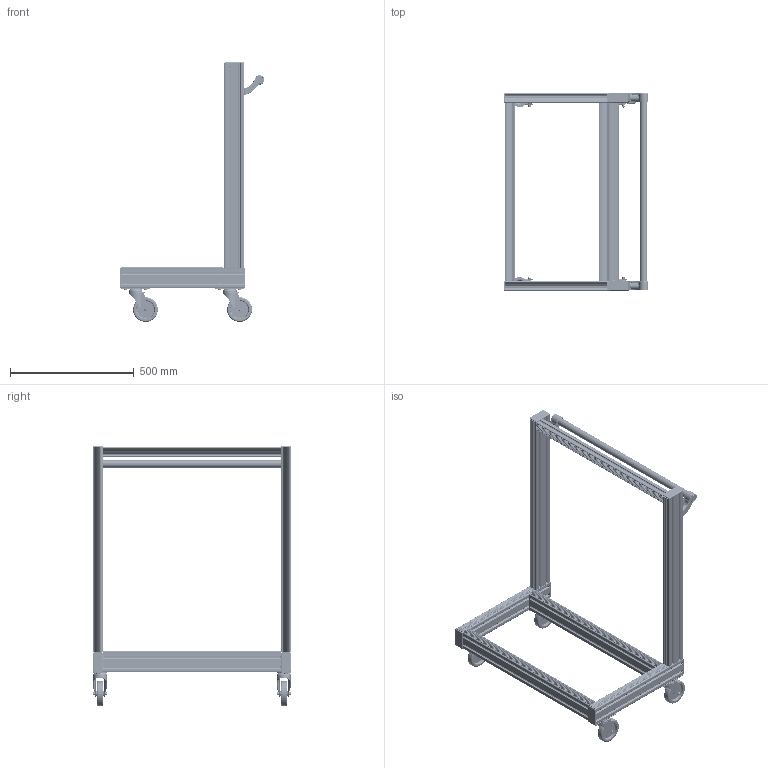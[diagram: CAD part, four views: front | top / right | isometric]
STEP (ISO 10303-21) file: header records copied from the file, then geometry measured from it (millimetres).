
FILE_DESCRIPTION(('STEP AP214'),'1');
FILE_NAME('ERGO08E6526.stp','2025-05-22T08:27:34',(' '),(' '),'Spatial InterOp 3D',' ',' ');
FILE_SCHEMA(('AUTOMOTIVE_DESIGN { 1 0 10303 214 1 1 1 1 }'));
Length unit declared in the file: millimetre
Products named in the file (40): Roulette pivotante D100, 120x40; roue pour roulette; corps; Kit roulette 120x40 D100 - P840; Kit de fixation; Rondelle M 8; Vis BHC - M8x16; Écrou 8 St M8; platine; Chariot; Fixation standard 8 40 Zn ESD; Vis BHC - M8x20; agrafe 8-40; Rondelle Z 6; Vis CHC - M6x18; Écrou 8 St M6; Profilé cache 8 32x4; Embout 8 80x40 noir; Tube D30; poignée Al D30-kit d'extrémité; bouchon; Profilé 8 80x40 léger; Profilé 8 40x40 léger; ERGO08E6526
Assembly tree (76 placements, depth 6):
  poignée Al D30-kit d'extrémité
    bouchon  x2
    corps  x2
  ERGO08E6526
    Chariot
      Kit roulette 120x40 D100 - P840
        Roulette pivotante D100, 120x40
          roue pour roulette
          corps
        Kit roulette 120x40 D100 - P840
          Kit de fixation  x2
            Rondelle M 8
            Vis BHC - M8x16
            Écrou 8 St M8
          platine
      Kit roulette 120x40 D100 - P840
        Roulette pivotante D100, 120x40
          roue pour roulette
          corps
        Kit roulette 120x40 D100 - P840
          Kit de fixation  x2
            Rondelle M 8
            Vis BHC - M8x16
            Écrou 8 St M8
          platine
      Fixation standard 8 40 Zn ESD  x14
        Vis BHC - M8x20
        agrafe 8-40
      Kit de fixation  x2
        Rondelle Z 6
        Vis CHC - M6x18
        Écrou 8 St M6
      Profilé cache 8 32x4  x2
      Profilé cache 8 32x4  x2
      Embout 8 80x40 noir  x6
      Tube D30
      Profilé cache 8 32x4  x3
      Profilé 8 80x40 léger
      Profilé 8 40x40 léger
      Kit roulette 120x40 D100 - P840
        Roulette pivotante D100, 120x40
          roue pour roulette
          corps
        Kit roulette 120x40 D100 - P840
          Kit de fixation  x2
            Rondelle M 8
            Vis BHC - M8x16
            Écrou 8 St M8
          platine
      Kit roulette 120x40 D100 - P840
        Roulette pivotante D100, 120x40
          roue pour roulette
          corps
        Kit roulette 120x40 D100 - P840
          Kit de fixation  x2
            Rondelle M 8
            Vis BHC - M8x16
            Écrou 8 St M8
          platine
      Profilé 8 80x40 léger
Bounding box: 583.98 x 801.15 x 1049.84 mm (x, y, z)
Volume: 6844782.1 mm3; surface area: 4580465.6 mm2
Topology: 95 solids, 97 shells, 6396 faces, 17557 edges, 11495 vertices
Faces by surface type: plane 3158, cylinder 2292, bspline 396, cone 270, torus 174, sphere 106
Full cylindrical faces by diameter (mm): 4 x10, 5 x2, 6 x4, 6.4 x2, 6.78 x31, 6.8 x36, 7 x18, 7.1 x12, 8 x60, 8.4 x8, 9 x14, 10 x2, 11 x2, 12 x4, 13 x8, 16 x8, 17.5 x8, 20.45 x4, 30 x1, 39 x4, 55.841 x4, 57 x4, 74.8 x8, 100 x4
Entity records: 134433 total; most frequent: CARTESIAN_POINT 29153, ORIENTED_EDGE 15508, DIRECTION 15402, EDGE_CURVE 7754, AXIS2_PLACEMENT_3D 5494, VERTEX_POINT 5187, LINE 4414, VECTOR 4414
